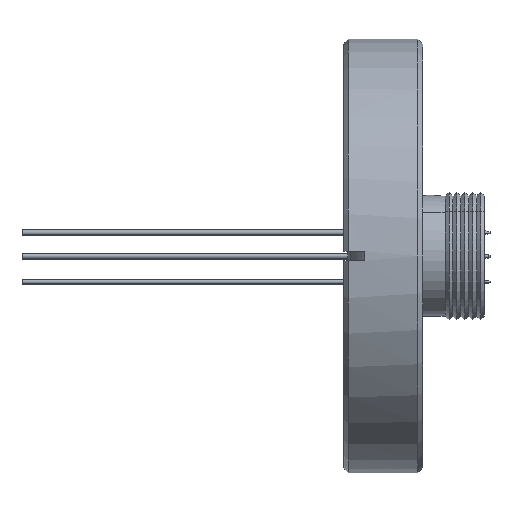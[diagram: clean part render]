
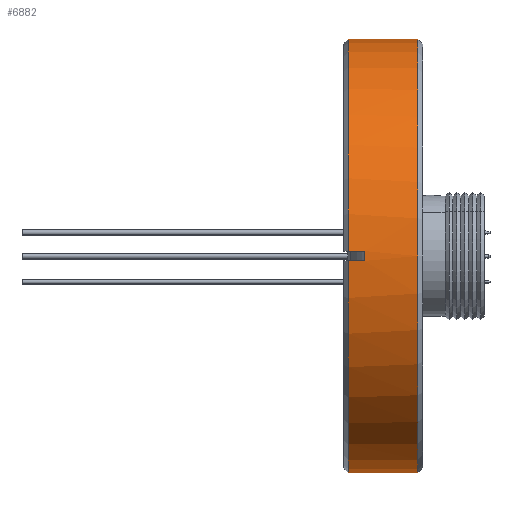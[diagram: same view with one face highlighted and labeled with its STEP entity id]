
A CAD part, left-side view. The second image highlights one B-rep face of the part: STEP entity #6882.
In plain terms, the highlighted cylindrical face has radius 34.925 mm (diameter 69.85 mm), a partial arc.
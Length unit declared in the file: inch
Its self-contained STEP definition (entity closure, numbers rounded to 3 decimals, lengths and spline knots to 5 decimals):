
#93 = VECTOR ( 'NONE', #468, 39.37008 ) ;
#94 = LINE ( 'NONE', #467, #93 ) ;
#95 = VECTOR ( 'NONE', #454, 39.37008 ) ;
#97 = LINE ( 'NONE', #453, #95 ) ;
#409 = CIRCLE ( 'NONE', #6603, 1.375 ) ;
#453 = CARTESIAN_POINT ( 'NONE',  ( -1.37465, 0., 0.031 ) ) ;
#454 = DIRECTION ( 'NONE',  ( 0., -1., 0. ) ) ;
#458 = CARTESIAN_POINT ( 'NONE',  ( -1.37465, -0.80445, -0.031 ) ) ;
#459 = CARTESIAN_POINT ( 'NONE',  ( -1.37512, -0.80449, -0.01035 ) ) ;
#465 = CARTESIAN_POINT ( 'NONE',  ( -1.37512, -0.80449, 0.01032 ) ) ;
#466 = CARTESIAN_POINT ( 'NONE',  ( -1.37465, -0.80445, 0.031 ) ) ;
#467 = CARTESIAN_POINT ( 'NONE',  ( -1.37465, 0., -0.031 ) ) ;
#468 = DIRECTION ( 'NONE',  ( 0., -1., 0. ) ) ;
#479 = CARTESIAN_POINT ( 'NONE',  ( -1.37465, -0.70312, -0.031 ) ) ;
#924 = CYLINDRICAL_SURFACE ( 'NONE', #3661, 1.375 ) ;
#930 = FACE_OUTER_BOUND ( 'NONE', #2472, .T. ) ;
#1308 = EDGE_CURVE ( 'NONE', #5822, #6625, #409, .T. ) ;
#1640 = CARTESIAN_POINT ( 'NONE',  ( -1.37465, -0.70312, 0.031 ) ) ;
#1705 = VECTOR ( 'NONE', #4844, 39.37008 ) ;
#1708 = LINE ( 'NONE', #4843, #1705 ) ;
#1720 = VECTOR ( 'NONE', #4822, 39.37008 ) ;
#1723 = LINE ( 'NONE', #4821, #1720 ) ;
#1758 = CIRCLE ( 'NONE', #5389, 1.375 ) ;
#1763 = CIRCLE ( 'NONE', #5388, 1.375 ) ;
#1943 = CARTESIAN_POINT ( 'NONE',  ( -1.37465, -0.80445, -0.031 ) ) ;
#2472 = EDGE_LOOP ( 'NONE', ( #6776, #6775, #6774, #6773, #6772, #6771, #6770, #6769 ) ) ;
#2952 = VERTEX_POINT ( 'NONE', #1943 ) ;
#2983 = VERTEX_POINT ( 'NONE', #1640 ) ;
#3256 = DIRECTION ( 'NONE',  ( 0., 0., 1. ) ) ;
#3258 = DIRECTION ( 'NONE',  ( 0., 1., 0. ) ) ;
#3260 = CARTESIAN_POINT ( 'NONE',  ( 0., 0., 0. ) ) ;
#3501 = VERTEX_POINT ( 'NONE', #5577 ) ;
#3661 = AXIS2_PLACEMENT_3D ( 'NONE', #3260, #3258, #3256 ) ;
#4603 = DIRECTION ( 'NONE',  ( 0., 0., 1. ) ) ;
#4610 = DIRECTION ( 'NONE',  ( 0., 1., 0. ) ) ;
#4666 = CARTESIAN_POINT ( 'NONE',  ( 0., -0.70312, 0. ) ) ;
#4751 = CARTESIAN_POINT ( 'NONE',  ( 0., -1.14312, 0. ) ) ;
#4752 = DIRECTION ( 'NONE',  ( 0., 1., 0. ) ) ;
#4753 = DIRECTION ( 'NONE',  ( 0., 0., 1. ) ) ;
#4758 = CARTESIAN_POINT ( 'NONE',  ( 0., -0.70312, 0. ) ) ;
#4759 = DIRECTION ( 'NONE',  ( 0., 1., 0. ) ) ;
#4760 = DIRECTION ( 'NONE',  ( 0., 0., 1. ) ) ;
#4821 = CARTESIAN_POINT ( 'NONE',  ( 0., 0., 1.375 ) ) ;
#4822 = DIRECTION ( 'NONE',  ( 0., 1., 0. ) ) ;
#4843 = CARTESIAN_POINT ( 'NONE',  ( 0., 0., -1.375 ) ) ;
#4844 = DIRECTION ( 'NONE',  ( 0., 1., 0. ) ) ;
#5388 = AXIS2_PLACEMENT_3D ( 'NONE', #4751, #4752, #4753 ) ;
#5389 = AXIS2_PLACEMENT_3D ( 'NONE', #4758, #4759, #4760 ) ;
#5577 = CARTESIAN_POINT ( 'NONE',  ( -1.37465, -0.80445, 0.031 ) ) ;
#5666 = CARTESIAN_POINT ( 'NONE',  ( 0., -0.70312, -1.375 ) ) ;
#5674 = CARTESIAN_POINT ( 'NONE',  ( 0., -1.14312, -1.375 ) ) ;
#5822 = VERTEX_POINT ( 'NONE', #5666 ) ;
#5830 = VERTEX_POINT ( 'NONE', #5674 ) ;
#6325 = CARTESIAN_POINT ( 'NONE',  ( 0., -0.70312, 1.375 ) ) ;
#6329 = CARTESIAN_POINT ( 'NONE',  ( 0., -1.14312, 1.375 ) ) ;
#6405 = EDGE_CURVE ( 'NONE', #5830, #7296, #1763, .T. ) ;
#6408 = EDGE_CURVE ( 'NONE', #2983, #7294, #1758, .T. ) ;
#6433 = EDGE_CURVE ( 'NONE', #7296, #7294, #1723, .T. ) ;
#6442 = EDGE_CURVE ( 'NONE', #5830, #5822, #1708, .T. ) ;
#6562 = EDGE_CURVE ( 'NONE', #2983, #3501, #97, .T. ) ;
#6563 = EDGE_CURVE ( 'NONE', #2952, #3501, #6733, .T. ) ;
#6564 = EDGE_CURVE ( 'NONE', #6625, #2952, #94, .T. ) ;
#6603 = AXIS2_PLACEMENT_3D ( 'NONE', #4666, #4610, #4603 ) ;
#6625 = VERTEX_POINT ( 'NONE', #479 ) ;
#6733 = B_SPLINE_CURVE_WITH_KNOTS ( 'NONE', 3,
 ( #458, #459, #465, #466 ),
 .UNSPECIFIED., .F., .F.,
 ( 4, 4 ),
 ( 0.11477, 0.11634 ),
 .UNSPECIFIED. ) ;
#6769 = ORIENTED_EDGE ( 'NONE', *, *, #1308, .F. ) ;
#6770 = ORIENTED_EDGE ( 'NONE', *, *, #6564, .F. ) ;
#6771 = ORIENTED_EDGE ( 'NONE', *, *, #6563, .F. ) ;
#6772 = ORIENTED_EDGE ( 'NONE', *, *, #6562, .T. ) ;
#6773 = ORIENTED_EDGE ( 'NONE', *, *, #6408, .F. ) ;
#6774 = ORIENTED_EDGE ( 'NONE', *, *, #6433, .T. ) ;
#6775 = ORIENTED_EDGE ( 'NONE', *, *, #6405, .T. ) ;
#6776 = ORIENTED_EDGE ( 'NONE', *, *, #6442, .F. ) ;
#6882 = ADVANCED_FACE ( 'NONE', ( #930 ), #924, .T. ) ;
#7294 = VERTEX_POINT ( 'NONE', #6325 ) ;
#7296 = VERTEX_POINT ( 'NONE', #6329 ) ;
